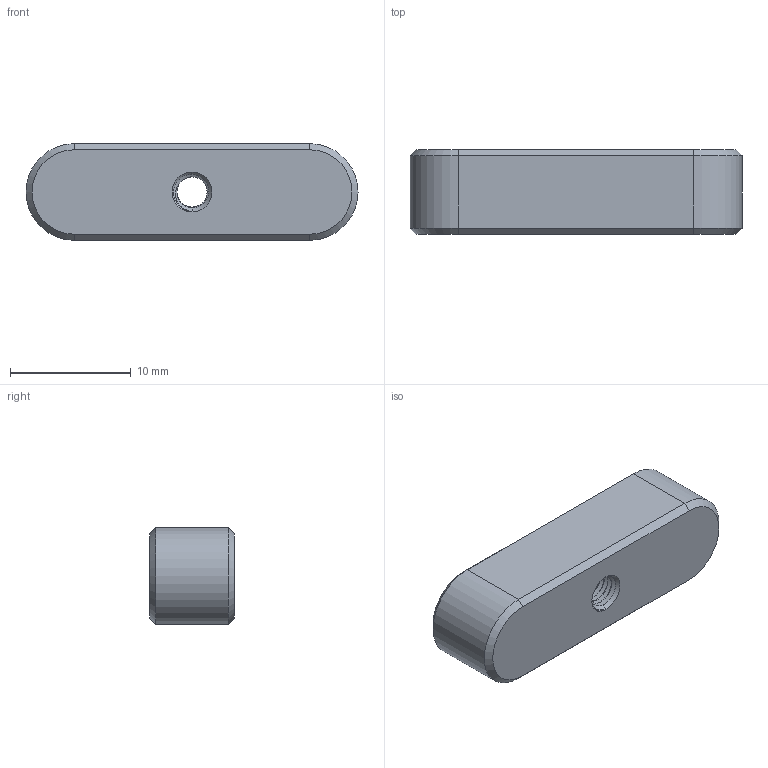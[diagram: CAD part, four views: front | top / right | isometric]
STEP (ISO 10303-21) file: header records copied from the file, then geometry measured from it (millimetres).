
FILE_DESCRIPTION (( 'STEP AP203' ), '1' );
FILE_NAME ('101.10.32K.STEP', '2017-12-26T05:33:55', ( '' ), ( '' ), 'SwSTEP 2.0', 'SolidWorks 2012', '' );
FILE_SCHEMA (( 'CONFIG_CONTROL_DESIGN' ));
Length unit declared in the file: millimetre
Products named in the file (1): 101.10.32K
Bounding box: 27.5 x 7 x 8 mm (x, y, z)
Volume: 1333.4 mm3; surface area: 930.7 mm2
Topology: 1 solids, 1 shells, 42 faces, 109 edges, 70 vertices
Faces by surface type: cylinder 25, plane 9, cone 6, bspline 2
Entity records: 2661 total; most frequent: CARTESIAN_POINT 1686, ORIENTED_EDGE 218, DIRECTION 158, EDGE_CURVE 109, VERTEX_POINT 70, AXIS2_PLACEMENT_3D 57, EDGE_LOOP 45, VECTOR 44
